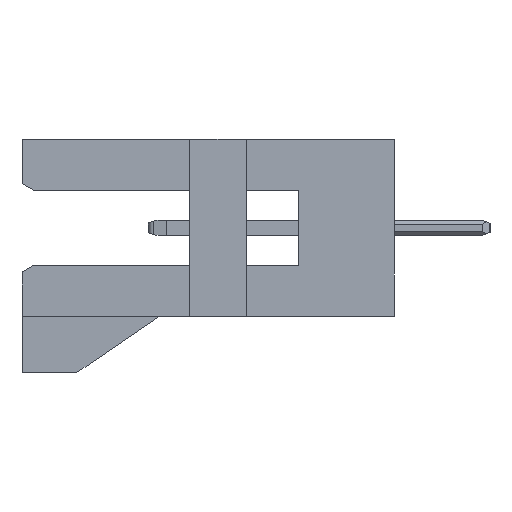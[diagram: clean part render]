
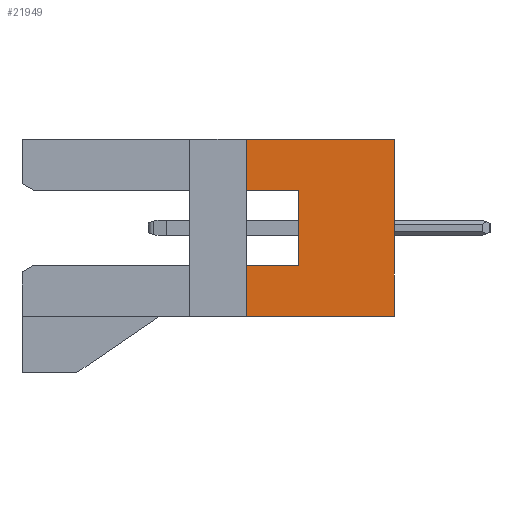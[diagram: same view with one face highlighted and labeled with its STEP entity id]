
A CAD part, left-side view. The second image highlights one B-rep face of the part: STEP entity #21949.
In plain terms, the highlighted planar face has unit normal (-1, 0, 0).
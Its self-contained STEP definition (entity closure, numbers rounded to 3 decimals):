
#87=CARTESIAN_POINT('',(-14.365,-1.01,2.35));
#88=VERTEX_POINT('',#87);
#89=CARTESIAN_POINT('',(-14.365,-4.95,2.35));
#90=VERTEX_POINT('',#89);
#91=CARTESIAN_POINT('',(-14.365,-1.01,2.35));
#92=CARTESIAN_POINT('',(-14.365,-1.798,2.35));
#93=CARTESIAN_POINT('',(-14.365,-2.586,2.35));
#94=CARTESIAN_POINT('',(-14.365,-3.374,2.35));
#95=CARTESIAN_POINT('',(-14.365,-4.162,2.35));
#96=CARTESIAN_POINT('',(-14.365,-4.95,2.35));
#97=B_SPLINE_CURVE_WITH_KNOTS('',5,(#91,#92,#93,#94,#95,#96),.UNSPECIFIED.,.F.,.U.,(6,6),(0.,3.94),.UNSPECIFIED.);
#98=EDGE_CURVE('',#88,#90,#97,.T.);
#4097=CARTESIAN_POINT('',(-14.365,-4.95,-2.35));
#4098=VERTEX_POINT('',#4097);
#4108=CARTESIAN_POINT('',(-14.365,-1.01,-2.35));
#4109=VERTEX_POINT('',#4108);
#4110=CARTESIAN_POINT('',(-14.365,-4.95,-2.35));
#4111=CARTESIAN_POINT('',(-14.365,-4.162,-2.35));
#4112=CARTESIAN_POINT('',(-14.365,-3.374,-2.35));
#4113=CARTESIAN_POINT('',(-14.365,-2.586,-2.35));
#4114=CARTESIAN_POINT('',(-14.365,-1.798,-2.35));
#4115=CARTESIAN_POINT('',(-14.365,-1.01,-2.35));
#4116=B_SPLINE_CURVE_WITH_KNOTS('',5,(#4110,#4111,#4112,#4113,#4114,#4115),.UNSPECIFIED.,.F.,.U.,(6,6),(0.,3.94),.UNSPECIFIED.);
#4117=EDGE_CURVE('',#4098,#4109,#4116,.T.);
#4632=CARTESIAN_POINT('',(-14.365,-2.41,-1.));
#4633=VERTEX_POINT('',#4632);
#4640=CARTESIAN_POINT('',(-14.365,-2.41,1.));
#4641=VERTEX_POINT('',#4640);
#4642=CARTESIAN_POINT('',(-14.365,-2.41,-1.));
#4643=DIRECTION('',(0.,0.,1.));
#4644=VECTOR('',#4643,2.);
#4645=LINE('',#4642,#4644);
#4646=EDGE_CURVE('',#4633,#4641,#4645,.T.);
#5800=CARTESIAN_POINT('',(-14.365,-1.01,-1.));
#5801=VERTEX_POINT('',#5800);
#5818=CARTESIAN_POINT('',(-14.365,-1.01,1.));
#5819=VERTEX_POINT('',#5818);
#5826=CARTESIAN_POINT('',(-14.365,-1.01,1.));
#5827=CARTESIAN_POINT('',(-14.365,-1.01,1.27));
#5828=CARTESIAN_POINT('',(-14.365,-1.01,1.54));
#5829=CARTESIAN_POINT('',(-14.365,-1.01,1.81));
#5830=CARTESIAN_POINT('',(-14.365,-1.01,2.08));
#5831=CARTESIAN_POINT('',(-14.365,-1.01,2.35));
#5832=B_SPLINE_CURVE_WITH_KNOTS('',5,(#5826,#5827,#5828,#5829,#5830,#5831),.UNSPECIFIED.,.F.,.U.,(6,6),(0.,0.267),.UNSPECIFIED.);
#5833=EDGE_CURVE('',#5819,#88,#5832,.T.);
#5838=CARTESIAN_POINT('',(-14.365,-1.01,-2.35));
#5839=CARTESIAN_POINT('',(-14.365,-1.01,-2.08));
#5840=CARTESIAN_POINT('',(-14.365,-1.01,-1.81));
#5841=CARTESIAN_POINT('',(-14.365,-1.01,-1.54));
#5842=CARTESIAN_POINT('',(-14.365,-1.01,-1.27));
#5843=CARTESIAN_POINT('',(-14.365,-1.01,-1.));
#5844=B_SPLINE_CURVE_WITH_KNOTS('',5,(#5838,#5839,#5840,#5841,#5842,#5843),.UNSPECIFIED.,.F.,.U.,(6,6),(0.,1.35),.UNSPECIFIED.);
#5845=EDGE_CURVE('',#4109,#5801,#5844,.T.);
#5856=CARTESIAN_POINT('',(-14.365,-4.95,2.35));
#5857=CARTESIAN_POINT('',(-14.365,-4.95,1.41));
#5858=CARTESIAN_POINT('',(-14.365,-4.95,0.47));
#5859=CARTESIAN_POINT('',(-14.365,-4.95,-0.47));
#5860=CARTESIAN_POINT('',(-14.365,-4.95,-1.41));
#5861=CARTESIAN_POINT('',(-14.365,-4.95,-2.35));
#5862=B_SPLINE_CURVE_WITH_KNOTS('',5,(#5856,#5857,#5858,#5859,#5860,#5861),.UNSPECIFIED.,.F.,.U.,(6,6),(0.,4.7),.UNSPECIFIED.);
#5863=EDGE_CURVE('',#90,#4098,#5862,.T.);
#18440=CARTESIAN_POINT('',(-14.365,-1.01,-1.));
#18441=DIRECTION('',(0.,-1.,0.));
#18442=VECTOR('',#18441,1.4);
#18443=LINE('',#18440,#18442);
#18444=EDGE_CURVE('',#5801,#4633,#18443,.T.);
#18481=CARTESIAN_POINT('',(-14.365,-2.41,1.));
#18482=DIRECTION('',(0.,1.,0.));
#18483=VECTOR('',#18482,1.4);
#18484=LINE('',#18481,#18483);
#18485=EDGE_CURVE('',#4641,#5819,#18484,.T.);
#21934=CARTESIAN_POINT('',(-14.365,2.053,-0.231));
#21935=DIRECTION('',(0.,-1.,0.));
#21936=DIRECTION('',(-1.,0.,0.));
#21937=AXIS2_PLACEMENT_3D('',#21934,#21936,#21935);
#21938=PLANE('',#21937);
#21939=ORIENTED_EDGE('',*,*,#5863,.F.);
#21940=ORIENTED_EDGE('',*,*,#98,.F.);
#21941=ORIENTED_EDGE('',*,*,#5833,.F.);
#21942=ORIENTED_EDGE('',*,*,#18485,.F.);
#21943=ORIENTED_EDGE('',*,*,#4646,.F.);
#21944=ORIENTED_EDGE('',*,*,#18444,.F.);
#21945=ORIENTED_EDGE('',*,*,#5845,.F.);
#21946=ORIENTED_EDGE('',*,*,#4117,.F.);
#21947=EDGE_LOOP('',(#21939,#21940,#21941,#21942,#21943,#21944,#21945,#21946));
#21948=FACE_OUTER_BOUND('',#21947,.T.);
#21949=ADVANCED_FACE('',(#21948),#21938,.T.);
